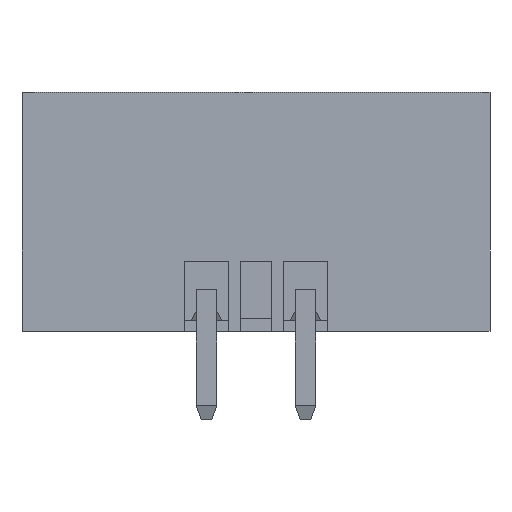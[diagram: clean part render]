
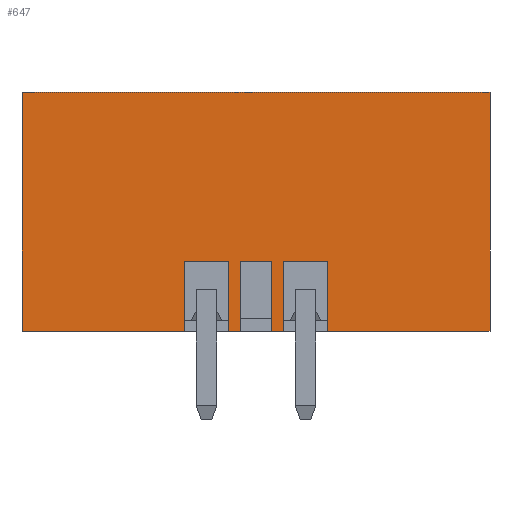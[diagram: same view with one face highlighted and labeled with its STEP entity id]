
A CAD part, front view. The second image highlights one B-rep face of the part: STEP entity #647.
In plain terms, the highlighted planar face has unit normal (0, -1, 0).
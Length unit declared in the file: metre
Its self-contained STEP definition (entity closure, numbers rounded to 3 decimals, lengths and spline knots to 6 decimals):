
#647=ADVANCED_FACE('',(#1427),#1428,.F.);
#1427=FACE_OUTER_BOUND('',#2383,.T.);
#1428=PLANE('',#2384);
#2383=EDGE_LOOP('',(#4156,#4157,#4158,#4159,#4160,#4161,#4162,#4163,#4164,#4165,#4166,#4167,#4168,#4169,#4170,#4171));
#2384=AXIS2_PLACEMENT_3D('',#4172,#4173,#4174);
#4156=ORIENTED_EDGE('',*,*,#6104,.F.);
#4157=ORIENTED_EDGE('',*,*,#6105,.F.);
#4158=ORIENTED_EDGE('',*,*,#6106,.T.);
#4159=ORIENTED_EDGE('',*,*,#6107,.F.);
#4160=ORIENTED_EDGE('',*,*,#5497,.F.);
#4161=ORIENTED_EDGE('',*,*,#5923,.T.);
#4162=ORIENTED_EDGE('',*,*,#6108,.F.);
#4163=ORIENTED_EDGE('',*,*,#5871,.F.);
#4164=ORIENTED_EDGE('',*,*,#6109,.T.);
#4165=ORIENTED_EDGE('',*,*,#5768,.T.);
#4166=ORIENTED_EDGE('',*,*,#6110,.F.);
#4167=ORIENTED_EDGE('',*,*,#5743,.F.);
#4168=ORIENTED_EDGE('',*,*,#6111,.F.);
#4169=ORIENTED_EDGE('',*,*,#6112,.T.);
#4170=ORIENTED_EDGE('',*,*,#6113,.F.);
#4171=ORIENTED_EDGE('',*,*,#5529,.T.);
#4172=CARTESIAN_POINT('',(-1.072537,0.00386,-0.008267));
#4173=DIRECTION('',(0.,1.0,0.));
#4174=DIRECTION('',(1.0,0.,0.));
#5497=EDGE_CURVE('',#6550,#6551,#6552,.T.);
#5529=EDGE_CURVE('',#6604,#6602,#6605,.T.);
#5743=EDGE_CURVE('',#6966,#6968,#6969,.T.);
#5768=EDGE_CURVE('',#7008,#7009,#7010,.T.);
#5871=EDGE_CURVE('',#7161,#7162,#7163,.T.);
#5923=EDGE_CURVE('',#6550,#7242,#7245,.T.);
#6104=EDGE_CURVE('',#7504,#6602,#7505,.T.);
#6105=EDGE_CURVE('',#7506,#7504,#7507,.T.);
#6106=EDGE_CURVE('',#7506,#7508,#7509,.T.);
#6107=EDGE_CURVE('',#6551,#7508,#7510,.T.);
#6108=EDGE_CURVE('',#7162,#7242,#7511,.T.);
#6109=EDGE_CURVE('',#7161,#7008,#7512,.T.);
#6110=EDGE_CURVE('',#6968,#7009,#7513,.T.);
#6111=EDGE_CURVE('',#7514,#6966,#7515,.T.);
#6112=EDGE_CURVE('',#7514,#7516,#7517,.T.);
#6113=EDGE_CURVE('',#6604,#7516,#7518,.T.);
#6550=VERTEX_POINT('',#8056);
#6551=VERTEX_POINT('',#8057);
#6552=LINE('',#8058,#8059);
#6602=VERTEX_POINT('',#8131);
#6604=VERTEX_POINT('',#8134);
#6605=LINE('',#8135,#8136);
#6966=VERTEX_POINT('',#8638);
#6968=VERTEX_POINT('',#8641);
#6969=LINE('',#8642,#8643);
#7008=VERTEX_POINT('',#8697);
#7009=VERTEX_POINT('',#8698);
#7010=LINE('',#8699,#8700);
#7161=VERTEX_POINT('',#8920);
#7162=VERTEX_POINT('',#8921);
#7163=LINE('',#8922,#8923);
#7242=VERTEX_POINT('',#9034);
#7245=LINE('',#9038,#9039);
#7504=VERTEX_POINT('',#9409);
#7505=LINE('',#9410,#9411);
#7506=VERTEX_POINT('',#9412);
#7507=LINE('',#9413,#9414);
#7508=VERTEX_POINT('',#9415);
#7509=LINE('',#9416,#9417);
#7510=LINE('',#9418,#9419);
#7511=LINE('',#9420,#9421);
#7512=LINE('',#9422,#9423);
#7513=LINE('',#9424,#9425);
#7514=VERTEX_POINT('',#9426);
#7515=LINE('',#9427,#9428);
#7516=VERTEX_POINT('',#9429);
#7517=LINE('',#9430,#9431);
#7518=LINE('',#9432,#9433);
#8056=CARTESIAN_POINT('',(-1.080527,0.00386,-0.005567));
#8057=CARTESIAN_POINT('',(-1.082227,0.00386,-0.005567));
#8058=CARTESIAN_POINT('',(-1.072627,0.00386,-0.005567));
#8059=VECTOR('',#10024,1.0);
#8131=CARTESIAN_POINT('',(-1.083887,0.00386,-0.005567));
#8134=CARTESIAN_POINT('',(-1.083887,0.00386,-0.008267));
#8135=CARTESIAN_POINT('',(-1.083887,0.00386,-0.005567));
#8136=VECTOR('',#10051,1.0);
#8638=CARTESIAN_POINT('',(-1.086037,0.00386,-0.005567));
#8641=CARTESIAN_POINT('',(-1.086037,0.00386,-0.008267));
#8642=CARTESIAN_POINT('',(-1.086037,0.00386,-0.008267));
#8643=VECTOR('',#10272,1.0);
#8697=CARTESIAN_POINT('',(-1.092292,0.00386,0.000933));
#8698=CARTESIAN_POINT('',(-1.092292,0.00386,-0.008267));
#8699=CARTESIAN_POINT('',(-1.092292,0.00386,0.000933));
#8700=VECTOR('',#10297,1.0);
#8920=CARTESIAN_POINT('',(-1.074272,0.00386,0.000933));
#8921=CARTESIAN_POINT('',(-1.074272,0.00386,-0.008267));
#8922=CARTESIAN_POINT('',(-1.074272,0.00386,0.000933));
#8923=VECTOR('',#10388,1.0);
#9034=CARTESIAN_POINT('',(-1.080527,0.00386,-0.008267));
#9038=CARTESIAN_POINT('',(-1.080527,0.00386,-0.008267));
#9039=VECTOR('',#10437,1.0);
#9409=CARTESIAN_POINT('',(-1.082677,0.00386,-0.005567));
#9410=CARTESIAN_POINT('',(-1.076437,0.00386,-0.005567));
#9411=VECTOR('',#10603,1.0);
#9412=CARTESIAN_POINT('',(-1.082677,0.00386,-0.008267));
#9413=CARTESIAN_POINT('',(-1.082677,0.00386,-0.005567));
#9414=VECTOR('',#10604,1.0);
#9415=CARTESIAN_POINT('',(-1.082227,0.00386,-0.008267));
#9416=CARTESIAN_POINT('',(-1.094027,0.00386,-0.008267));
#9417=VECTOR('',#10605,1.0);
#9418=CARTESIAN_POINT('',(-1.082227,0.00386,-0.008267));
#9419=VECTOR('',#10606,1.0);
#9420=CARTESIAN_POINT('',(-1.068727,0.00386,-0.008267));
#9421=VECTOR('',#10607,1.0);
#9422=CARTESIAN_POINT('',(-1.072537,0.00386,0.000933));
#9423=VECTOR('',#10608,1.0);
#9424=CARTESIAN_POINT('',(-1.072537,0.00386,-0.008267));
#9425=VECTOR('',#10609,1.0);
#9426=CARTESIAN_POINT('',(-1.084337,0.00386,-0.005567));
#9427=CARTESIAN_POINT('',(-1.076437,0.00386,-0.005567));
#9428=VECTOR('',#10610,1.0);
#9429=CARTESIAN_POINT('',(-1.084337,0.00386,-0.008267));
#9430=CARTESIAN_POINT('',(-1.084337,0.00386,-0.008267));
#9431=VECTOR('',#10611,1.0);
#9432=CARTESIAN_POINT('',(-1.072537,0.00386,-0.008267));
#9433=VECTOR('',#10612,1.0);
#10024=DIRECTION('',(-1.0,0.,0.));
#10051=DIRECTION('',(0.,0.,1.0));
#10272=DIRECTION('',(0.,0.,-1.0));
#10297=DIRECTION('',(0.,0.,-1.0));
#10388=DIRECTION('',(0.,0.,-1.0));
#10437=DIRECTION('',(0.,0.,-1.0));
#10603=DIRECTION('',(-1.0,0.,0.));
#10604=DIRECTION('',(0.,0.,1.0));
#10605=DIRECTION('',(1.0,0.,0.));
#10606=DIRECTION('',(0.,0.,-1.0));
#10607=DIRECTION('',(-1.0,0.,0.));
#10608=DIRECTION('',(-1.0,0.,0.));
#10609=DIRECTION('',(-1.0,0.,0.));
#10610=DIRECTION('',(-1.0,0.,0.));
#10611=DIRECTION('',(0.,0.,-1.0));
#10612=DIRECTION('',(-1.0,0.,0.));
